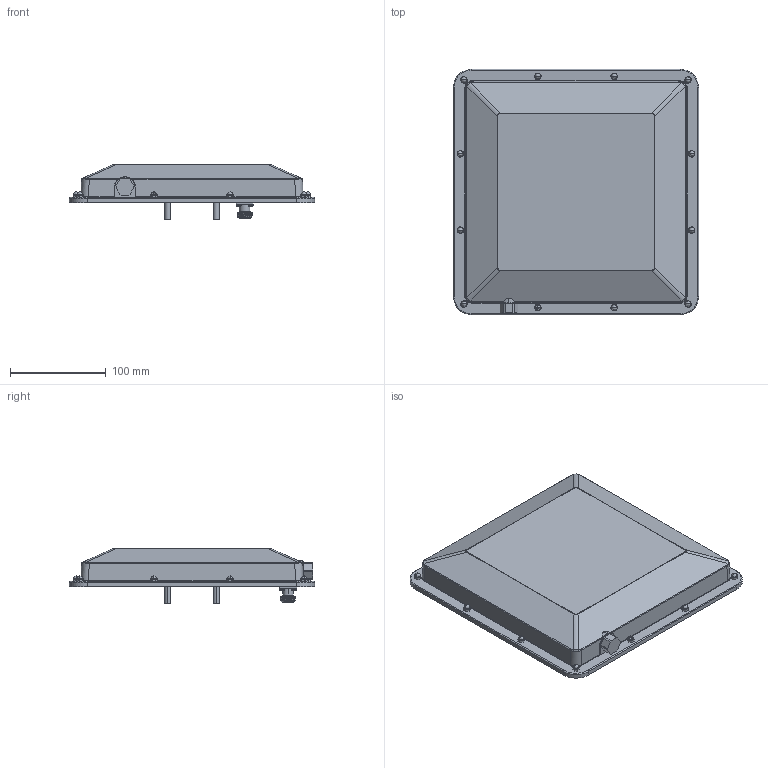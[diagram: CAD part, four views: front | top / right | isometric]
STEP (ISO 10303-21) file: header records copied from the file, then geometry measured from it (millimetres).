
FILE_DESCRIPTION (( 'STEP AP214' ), '1' );
FILE_NAME ('FMANFP1030_3D.STEP', '2022-11-15T05:51:19', ( '' ), ( '' ), 'SwSTEP 2.0', 'SolidWorks 2022', '' );
FILE_SCHEMA (( 'AUTOMOTIVE_DESIGN' ));
Length unit declared in the file: millimetre
Products named in the file (1): FMANFP1030_3D
Bounding box: 256 x 256 x 57.7 mm (x, y, z)
Volume: 358987.6 mm3; surface area: 314158.6 mm2
Topology: 12 solids, 12 shells, 1035 faces, 2541 edges, 1544 vertices
Faces by surface type: cylinder 526, plane 342, bspline 155, cone 12
Entity records: 42127 total; most frequent: CARTESIAN_POINT 19607, ORIENTED_EDGE 5020, DIRECTION 3929, EDGE_CURVE 2510, VERTEX_POINT 1544, AXIS2_PLACEMENT_3D 1457, EDGE_LOOP 1132, ADVANCED_FACE 1035
